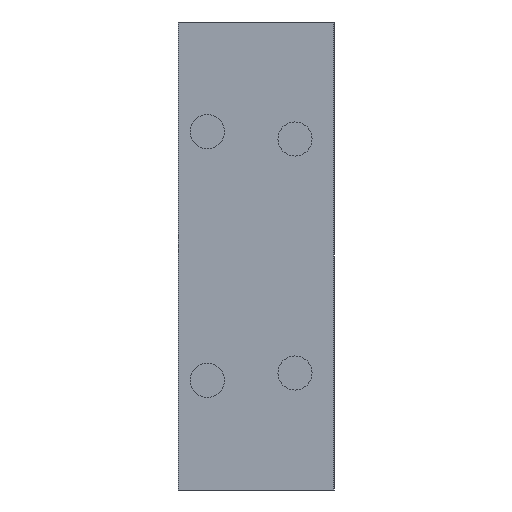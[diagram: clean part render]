
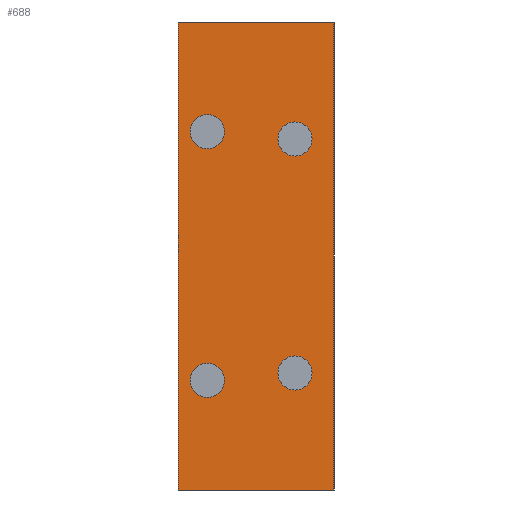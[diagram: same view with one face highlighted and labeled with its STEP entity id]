
A CAD part, front view. The second image highlights one B-rep face of the part: STEP entity #688.
In plain terms, the highlighted planar face has unit normal (0, -1, 0).
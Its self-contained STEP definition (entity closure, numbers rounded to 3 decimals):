
#26=FACE_BOUND('',#148,.T.);
#27=FACE_BOUND('',#149,.T.);
#28=FACE_BOUND('',#150,.T.);
#29=FACE_BOUND('',#151,.T.);
#30=CIRCLE('',#714,1.75);
#35=CIRCLE('',#721,1.75);
#56=CIRCLE('',#768,1.75);
#57=CIRCLE('',#770,1.75);
#103=FACE_OUTER_BOUND('',#147,.T.);
#147=EDGE_LOOP('',(#598,#599,#600,#601));
#148=EDGE_LOOP('',(#602));
#149=EDGE_LOOP('',(#603));
#150=EDGE_LOOP('',(#604));
#151=EDGE_LOOP('',(#605));
#161=LINE('',#991,#223);
#172=LINE('',#1021,#234);
#175=LINE('',#1030,#237);
#209=LINE('',#1125,#271);
#223=VECTOR('',#805,10.);
#234=VECTOR('',#828,10.);
#237=VECTOR('',#837,10.);
#271=VECTOR('',#937,10.);
#280=VERTEX_POINT('',#967);
#287=VERTEX_POINT('',#985);
#288=VERTEX_POINT('',#989);
#289=VERTEX_POINT('',#990);
#302=VERTEX_POINT('',#1019);
#305=VERTEX_POINT('',#1029);
#334=VERTEX_POINT('',#1131);
#335=VERTEX_POINT('',#1135);
#340=EDGE_CURVE('',#280,#280,#30,.T.);
#349=EDGE_CURVE('',#287,#287,#35,.T.);
#351=EDGE_CURVE('',#288,#289,#161,.T.);
#367=EDGE_CURVE('',#289,#302,#172,.T.);
#371=EDGE_CURVE('',#305,#288,#175,.T.);
#419=EDGE_CURVE('',#302,#305,#209,.T.);
#422=EDGE_CURVE('',#334,#334,#56,.T.);
#424=EDGE_CURVE('',#335,#335,#57,.T.);
#598=ORIENTED_EDGE('',*,*,#419,.T.);
#599=ORIENTED_EDGE('',*,*,#371,.T.);
#600=ORIENTED_EDGE('',*,*,#351,.T.);
#601=ORIENTED_EDGE('',*,*,#367,.T.);
#602=ORIENTED_EDGE('',*,*,#340,.T.);
#603=ORIENTED_EDGE('',*,*,#349,.T.);
#604=ORIENTED_EDGE('',*,*,#424,.F.);
#605=ORIENTED_EDGE('',*,*,#422,.F.);
#623=PLANE('',#771);
#688=ADVANCED_FACE('',(#103,#26,#27,#28,#29),#623,.F.);
#714=AXIS2_PLACEMENT_3D('',#968,#782,#783);
#721=AXIS2_PLACEMENT_3D('',#986,#800,#801);
#768=AXIS2_PLACEMENT_3D('',#1132,#946,#947);
#770=AXIS2_PLACEMENT_3D('',#1136,#951,#952);
#771=AXIS2_PLACEMENT_3D('',#1138,#954,#955);
#782=DIRECTION('center_axis',(0.,1.,0.));
#783=DIRECTION('ref_axis',(-1.,0.,0.));
#800=DIRECTION('center_axis',(0.,1.,0.));
#801=DIRECTION('ref_axis',(-1.,0.,0.));
#805=DIRECTION('',(0.,0.,-1.));
#828=DIRECTION('',(1.,0.,0.));
#837=DIRECTION('',(-1.,0.,0.));
#937=DIRECTION('',(0.,0.,1.));
#946=DIRECTION('center_axis',(0.,-1.,0.));
#947=DIRECTION('ref_axis',(1.,0.,0.));
#951=DIRECTION('center_axis',(0.,-1.,0.));
#952=DIRECTION('ref_axis',(1.,0.,0.));
#954=DIRECTION('center_axis',(0.,1.,0.));
#955=DIRECTION('ref_axis',(0.,0.,1.));
#967=CARTESIAN_POINT('',(7.75,0.,-12.));
#968=CARTESIAN_POINT('Origin',(6.,0.,-12.));
#985=CARTESIAN_POINT('',(7.75,0.,12.));
#986=CARTESIAN_POINT('Origin',(6.,0.,12.));
#989=CARTESIAN_POINT('',(-6.,0.,24.));
#990=CARTESIAN_POINT('',(-6.,0.,-24.));
#991=CARTESIAN_POINT('',(-6.,0.,-16.));
#1019=CARTESIAN_POINT('',(10.,0.,-24.));
#1021=CARTESIAN_POINT('',(-6.,0.,-24.));
#1029=CARTESIAN_POINT('',(10.,0.,24.));
#1030=CARTESIAN_POINT('',(10.,0.,24.));
#1125=CARTESIAN_POINT('',(10.,0.,8.));
#1131=CARTESIAN_POINT('',(-4.75,0.,12.75));
#1132=CARTESIAN_POINT('Origin',(-3.,0.,12.75));
#1135=CARTESIAN_POINT('',(-4.75,0.,-12.75));
#1136=CARTESIAN_POINT('Origin',(-3.,0.,-12.75));
#1138=CARTESIAN_POINT('Origin',(-3.,0.,0.));
